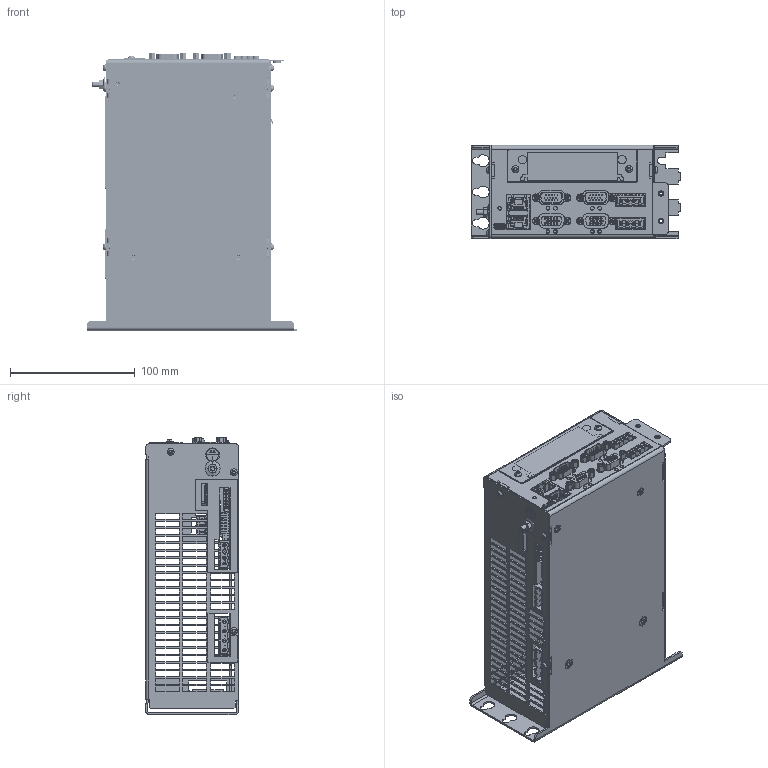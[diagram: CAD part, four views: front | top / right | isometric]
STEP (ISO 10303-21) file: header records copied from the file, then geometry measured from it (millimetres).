
FILE_DESCRIPTION((''),'2;1');
FILE_NAME('1379197-00-K01_ASM','2023-03-31T11:55:49',('CH5999'),(''),'CREO PARAMETRIC BY PTC INC, 2022162','CREO PARAMETRIC BY PTC INC, 2022162','');
FILE_SCHEMA(('AP242_MANAGED_MODEL_BASED_3D_ENGINEERING_MIM_LF { 1 0 10303 442 1 1 4 }'));
Products named in the file (33): 1373762-01-A01; 368651-01; 368651-26-K01; 295833-01; 1373762-01-K01_ASM; 1299002-06-K01; 291616-01; 685620-01-K01; 580760-03-K01; 1322933-01-Z01; 664179-01-K01; 1347677-01-Z01; 1349951-01-Z01; 202990-07-K01; 653121-01-K01; 1276675-06-K01_ASM; 1325083-05-K01; 291618-01; 1061577-01-K01; 1346024-01-Z01; 1353908-04-K01_ASM; 1373781-01-A01; 281666-18; 1373781-01-K01_ASM; 355940-09-Z01; 678688-01-Z01; 257201-12-K01; 1375582-01-K01; 1376967-01-K01; 1378159-00-K01; 1378146-00-K01_ASM; 673397-01-K01; 1379197-00-K01_ASM
Assembly tree (53 placements, depth 4):
  1379197-00-K01_ASM
    1378146-00-K01_ASM
      1373762-01-K01_ASM
        1373762-01-A01
        368651-01  x2
        368651-26-K01  x2
        295833-01  x2
      1276675-06-K01_ASM
        1299002-06-K01
        291616-01  x2
        685620-01-K01
        580760-03-K01
        1322933-01-Z01
        664179-01-K01
        1347677-01-Z01
        1349951-01-Z01
        202990-07-K01
        653121-01-K01
      1353908-04-K01_ASM
        1325083-05-K01
        291618-01  x2
        685620-01-K01
        1061577-01-K01
        1346024-01-Z01
      1373781-01-K01_ASM
        1373781-01-A01
        281666-18
      355940-09-Z01  x7
      678688-01-Z01
      257201-12-K01  x8
      1375582-01-K01
      1376967-01-K01
      1378159-00-K01
    673397-01-K01
    355940-09-Z01  x2
Bounding box: 168 x 74.9 x 222 mm (x, y, z)
Volume: 219404.6 mm3; surface area: 320807.6 mm2
Topology: 48 solids, 48 shells, 8015 faces, 20652 edges, 13095 vertices
Faces by surface type: plane 5662, cylinder 1815, cone 416, sphere 58, torus 32, bspline 29, revolution 3
Entity records: 256403 total; most frequent: CARTESIAN_POINT 38387, ORIENTED_EDGE 34842, DIRECTION 33357, EDGE_CURVE 17421, VECTOR 13786, LINE 13786, VERTEX_POINT 11137, PRESENTATION_STYLE_ASSIGNMENT 9817
